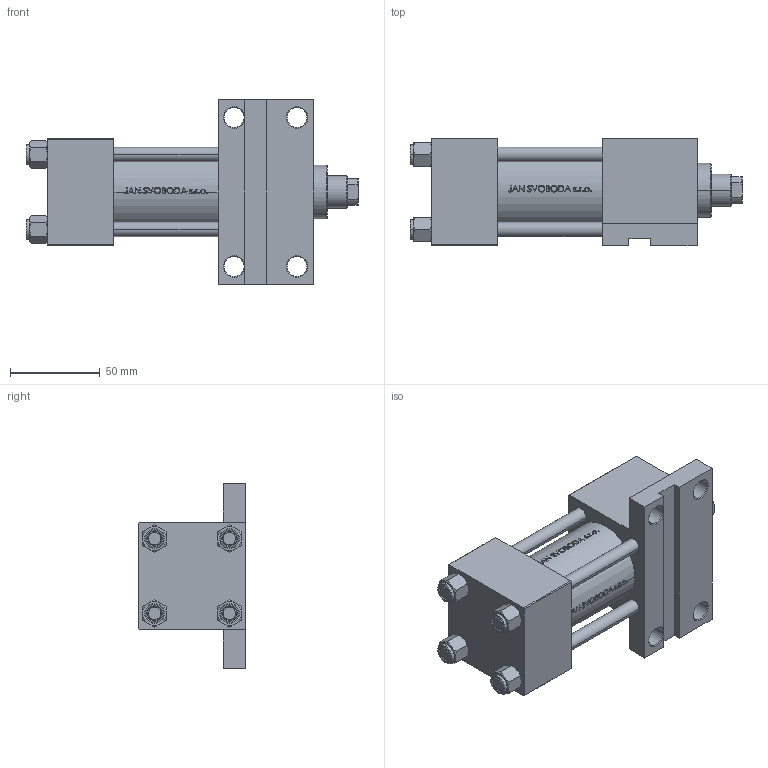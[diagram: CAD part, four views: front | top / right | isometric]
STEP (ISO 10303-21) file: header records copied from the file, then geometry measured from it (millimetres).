
FILE_DESCRIPTION (( 'STEP AP203' ), '1' );
FILE_NAME ('5287.STEP', '2023-08-23T08:35:42', ( '' ), ( '' ), 'SwSTEP 2.0', 'SolidWorks 2019', '' );
FILE_SCHEMA (( 'CONFIG_CONTROL_DESIGN' ));
Length unit declared in the file: millimetre
Products named in the file (6): V215_VC_A d59101e43ed9e66b4f9511e3c9e4ffb9; V215CR_VCP_F d59101e43ed9e66b4f9511e3c9e4ffb9; V215CR_F_Body d59101e43ed9e66b4f9511e3c9e4ffb9; V215CR_F_TYCINKA d59101e43ed9e66b4f9511e3c9e4ffb9; 5287; NUT_M5_F d59101e43ed9e66b4f9511e3c9e4ffb9
Assembly tree (11 placements, depth 2):
  5287
    V215CR_F_Body d59101e43ed9e66b4f9511e3c9e4ffb9
    V215CR_VCP_F d59101e43ed9e66b4f9511e3c9e4ffb9
    V215CR_F_TYCINKA d59101e43ed9e66b4f9511e3c9e4ffb9  x4
    NUT_M5_F d59101e43ed9e66b4f9511e3c9e4ffb9  x4
    V215_VC_A d59101e43ed9e66b4f9511e3c9e4ffb9
Bounding box: 185 x 60 x 103 mm (x, y, z)
Volume: 423047.7 mm3; surface area: 111805.2 mm2
Topology: 11 solids, 11 shells, 1118 faces, 2852 edges, 1846 vertices
Faces by surface type: plane 437, bspline 380, cone 152, cylinder 141, torus 8
Entity records: 48641 total; most frequent: CARTESIAN_POINT 26200, ORIENTED_EDGE 5196, DIRECTION 3209, EDGE_CURVE 2598, VERTEX_POINT 1702, LINE 1319, VECTOR 1319, EDGE_LOOP 1108
